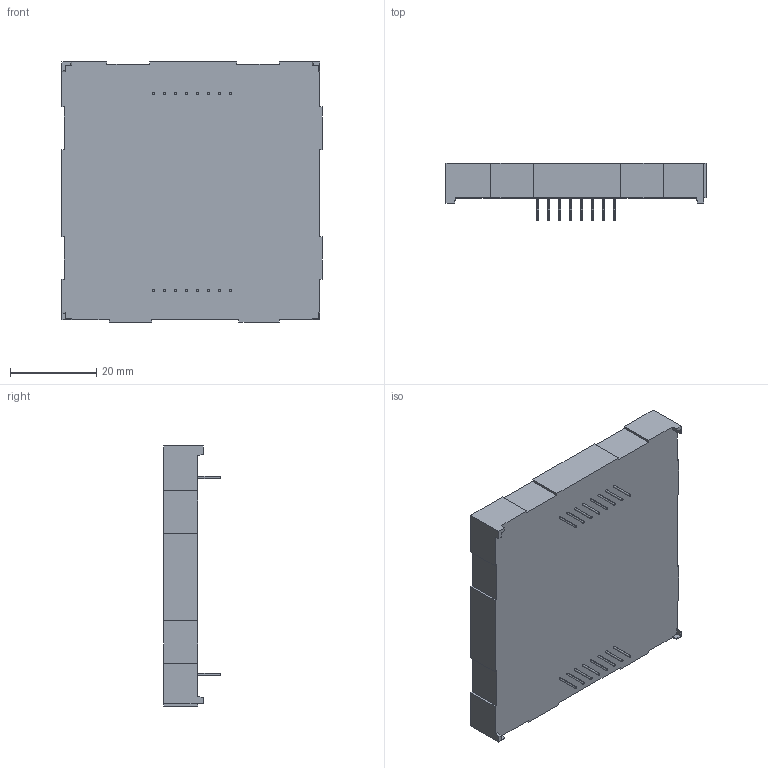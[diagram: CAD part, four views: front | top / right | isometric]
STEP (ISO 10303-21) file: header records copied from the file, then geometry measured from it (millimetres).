
FILE_DESCRIPTION (( 'STEP AP214' ), '1' );
FILE_NAME ('TA-TC23-11.STEP', '2008-09-07T16:37:17', ( '' ), ( '' ), 'SwSTEP 2.0', 'SolidWorks 2008', '' );
FILE_SCHEMA (( 'AUTOMOTIVE_DESIGN' ));
Length unit declared in the file: millimetre
Products named in the file (1): TA-TC23-11
Bounding box: 60.3 x 13.2 x 60.3 mm (x, y, z)
Volume: 28389.1 mm3; surface area: 9335.5 mm2
Topology: 1 solids, 1 shells, 581 faces, 1413 edges, 942 vertices
Faces by surface type: plane 305, cylinder 160, bspline 116
Entity records: 26317 total; most frequent: CARTESIAN_POINT 9325, ORIENTED_EDGE 2826, DIRECTION 2433, EDGE_CURVE 1413, VERTEX_POINT 942, VECTOR 861, LINE 861, AXIS2_PLACEMENT_3D 786
